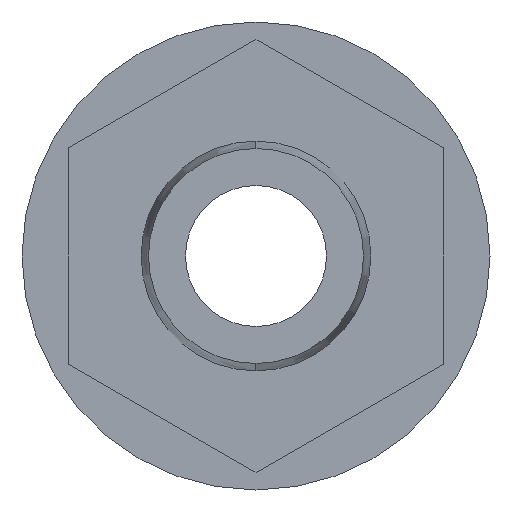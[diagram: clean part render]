
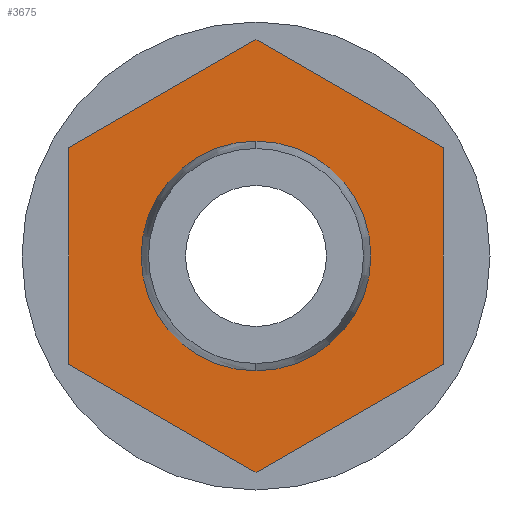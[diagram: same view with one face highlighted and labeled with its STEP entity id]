
A CAD part, left-side view. The second image highlights one B-rep face of the part: STEP entity #3675.
In plain terms, the highlighted planar face has unit normal (-1, 0, 0).
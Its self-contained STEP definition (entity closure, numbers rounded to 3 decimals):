
#26 = AXIS2_PLACEMENT_3D ( 'NONE', #1497, #1505, #1506 ) ;
#50 = LINE ( 'NONE', #55, #4951 ) ;
#51 = CARTESIAN_POINT ( 'NONE',  ( -27.9, 0., 0. ) ) ;
#52 = DIRECTION ( 'NONE',  ( -1., 0., 0. ) ) ;
#53 = DIRECTION ( 'NONE',  ( 0., 0., 1. ) ) ;
#54 = DIRECTION ( 'NONE',  ( 0., 0., -1. ) ) ;
#55 = CARTESIAN_POINT ( 'NONE',  ( -27.9, 13.3, -7.679 ) ) ;
#56 = DIRECTION ( 'NONE',  ( 0., -0.866, -0.5 ) ) ;
#57 = LINE ( 'NONE', #58, #4955 ) ;
#58 = CARTESIAN_POINT ( 'NONE',  ( -27.9, 0., -15.358 ) ) ;
#59 = DIRECTION ( 'NONE',  ( 0., -0.866, 0.5 ) ) ;
#60 = LINE ( 'NONE', #61, #4956 ) ;
#61 = CARTESIAN_POINT ( 'NONE',  ( -27.9, -13.3, -7.679 ) ) ;
#62 = DIRECTION ( 'NONE',  ( 0., 0., 1. ) ) ;
#63 = LINE ( 'NONE', #64, #4957 ) ;
#64 = CARTESIAN_POINT ( 'NONE',  ( -27.9, -13.3, 7.679 ) ) ;
#65 = DIRECTION ( 'NONE',  ( 0., 0.866, 0.5 ) ) ;
#66 = LINE ( 'NONE', #67, #4958 ) ;
#67 = CARTESIAN_POINT ( 'NONE',  ( -27.9, 0., 15.358 ) ) ;
#68 = DIRECTION ( 'NONE',  ( 0., 0.866, -0.5 ) ) ;
#1497 = CARTESIAN_POINT ( 'NONE',  ( -27.9, 15.358, 0. ) ) ;
#1498 = FACE_OUTER_BOUND ( 'NONE', #3908, .T. ) ;
#1502 = FACE_BOUND ( 'NONE', #3910, .T. ) ;
#1503 = PLANE ( 'NONE',  #26 ) ;
#1505 = DIRECTION ( 'NONE',  ( 1., 0., 0. ) ) ;
#1506 = DIRECTION ( 'NONE',  ( 0., 0., -1. ) ) ;
#1647 = CARTESIAN_POINT ( 'NONE',  ( -27.9, 0., -8.15 ) ) ;
#1659 = CARTESIAN_POINT ( 'NONE',  ( -27.9, 0., 8.15 ) ) ;
#1710 = CARTESIAN_POINT ( 'NONE',  ( -27.9, 0., 15.358 ) ) ;
#1711 = CARTESIAN_POINT ( 'NONE',  ( -27.9, -13.3, 7.679 ) ) ;
#1712 = CARTESIAN_POINT ( 'NONE',  ( -27.9, -13.3, -7.679 ) ) ;
#1713 = CARTESIAN_POINT ( 'NONE',  ( -27.9, 0., -15.358 ) ) ;
#1716 = CARTESIAN_POINT ( 'NONE',  ( -27.9, 13.3, 7.679 ) ) ;
#1717 = CARTESIAN_POINT ( 'NONE',  ( -27.9, 13.3, -7.679 ) ) ;
#1911 = LINE ( 'NONE', #1923, #4949 ) ;
#1923 = CARTESIAN_POINT ( 'NONE',  ( -27.9, 13.3, 7.679 ) ) ;
#3624 = EDGE_CURVE ( 'NONE', #3778, #3766, #5099, .T. ) ;
#3675 = ADVANCED_FACE ( 'NONE', ( #1502, #1498 ), #1503, .F. ) ;
#3766 = VERTEX_POINT ( 'NONE', #1647 ) ;
#3778 = VERTEX_POINT ( 'NONE', #1659 ) ;
#3829 = VERTEX_POINT ( 'NONE', #1710 ) ;
#3830 = VERTEX_POINT ( 'NONE', #1711 ) ;
#3831 = VERTEX_POINT ( 'NONE', #1712 ) ;
#3832 = VERTEX_POINT ( 'NONE', #1713 ) ;
#3835 = VERTEX_POINT ( 'NONE', #1716 ) ;
#3836 = VERTEX_POINT ( 'NONE', #1717 ) ;
#3908 = EDGE_LOOP ( 'NONE', ( #4059, #4060, #4061, #4062, #4063, #4064 ) ) ;
#3910 = EDGE_LOOP ( 'NONE', ( #4057, #4058 ) ) ;
#4057 = ORIENTED_EDGE ( 'NONE', *, *, #3624, .F. ) ;
#4058 = ORIENTED_EDGE ( 'NONE', *, *, #4381, .F. ) ;
#4059 = ORIENTED_EDGE ( 'NONE', *, *, #4382, .T. ) ;
#4060 = ORIENTED_EDGE ( 'NONE', *, *, #4383, .T. ) ;
#4061 = ORIENTED_EDGE ( 'NONE', *, *, #4384, .T. ) ;
#4062 = ORIENTED_EDGE ( 'NONE', *, *, #4385, .T. ) ;
#4063 = ORIENTED_EDGE ( 'NONE', *, *, #4386, .T. ) ;
#4064 = ORIENTED_EDGE ( 'NONE', *, *, #4387, .T. ) ;
#4381 = EDGE_CURVE ( 'NONE', #3766, #3778, #4952, .T. ) ;
#4382 = EDGE_CURVE ( 'NONE', #3835, #3836, #1911, .T. ) ;
#4383 = EDGE_CURVE ( 'NONE', #3836, #3832, #50, .T. ) ;
#4384 = EDGE_CURVE ( 'NONE', #3832, #3831, #57, .T. ) ;
#4385 = EDGE_CURVE ( 'NONE', #3831, #3830, #60, .T. ) ;
#4386 = EDGE_CURVE ( 'NONE', #3830, #3829, #63, .T. ) ;
#4387 = EDGE_CURVE ( 'NONE', #3829, #3835, #66, .T. ) ;
#4823 = CARTESIAN_POINT ( 'NONE',  ( -27.9, 0., 0. ) ) ;
#4824 = DIRECTION ( 'NONE',  ( -1., 0., 0. ) ) ;
#4825 = DIRECTION ( 'NONE',  ( 0., 0., 1. ) ) ;
#4949 = VECTOR ( 'NONE', #54, 1000. ) ;
#4951 = VECTOR ( 'NONE', #56, 1000. ) ;
#4952 = CIRCLE ( 'NONE', #4953, 8.15 ) ;
#4953 = AXIS2_PLACEMENT_3D ( 'NONE', #51, #52, #53 ) ;
#4955 = VECTOR ( 'NONE', #59, 1000. ) ;
#4956 = VECTOR ( 'NONE', #62, 1000. ) ;
#4957 = VECTOR ( 'NONE', #65, 1000. ) ;
#4958 = VECTOR ( 'NONE', #68, 1000. ) ;
#5094 = AXIS2_PLACEMENT_3D ( 'NONE', #4823, #4824, #4825 ) ;
#5099 = CIRCLE ( 'NONE', #5094, 8.15 ) ;
